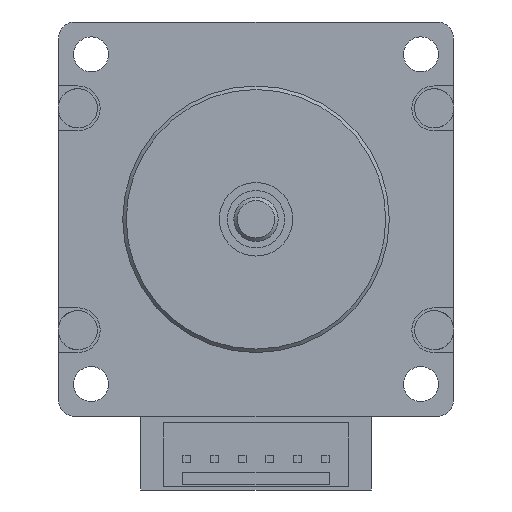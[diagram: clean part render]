
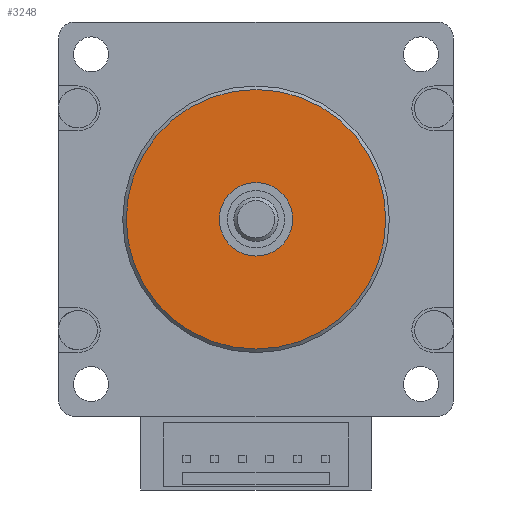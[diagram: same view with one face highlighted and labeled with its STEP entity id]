
A CAD part, left-side view. The second image highlights one B-rep face of the part: STEP entity #3248.
In plain terms, the highlighted planar face has unit normal (-1, 0, 0).
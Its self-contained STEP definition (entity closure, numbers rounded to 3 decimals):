
#41=FACE_BOUND('',#483,.T.);
#144=PLANE('',#3542);
#295=FACE_OUTER_BOUND('',#482,.T.);
#482=EDGE_LOOP('',(#2658));
#483=EDGE_LOOP('',(#2659,#2660));
#1233=CIRCLE('',#3529,5.25);
#1234=CIRCLE('',#3530,5.25);
#1239=CIRCLE('',#3538,18.55);
#1498=VERTEX_POINT('',#5201);
#1499=VERTEX_POINT('',#5202);
#1504=VERTEX_POINT('',#5218);
#1895=EDGE_CURVE('',#1498,#1499,#1233,.T.);
#1896=EDGE_CURVE('',#1499,#1498,#1234,.T.);
#1903=EDGE_CURVE('',#1504,#1504,#1239,.T.);
#2658=ORIENTED_EDGE('',*,*,#1903,.F.);
#2659=ORIENTED_EDGE('',*,*,#1895,.T.);
#2660=ORIENTED_EDGE('',*,*,#1896,.T.);
#3248=ADVANCED_FACE('',(#295,#41),#144,.T.);
#3529=AXIS2_PLACEMENT_3D('',#5203,#4284,#4285);
#3530=AXIS2_PLACEMENT_3D('',#5204,#4286,#4287);
#3538=AXIS2_PLACEMENT_3D('',#5219,#4304,#4305);
#3542=AXIS2_PLACEMENT_3D('',#5227,#4314,#4315);
#4284=DIRECTION('center_axis',(1.,0.,0.));
#4285=DIRECTION('ref_axis',(0.,-1.,0.));
#4286=DIRECTION('center_axis',(1.,0.,0.));
#4287=DIRECTION('ref_axis',(0.,-1.,0.));
#4304=DIRECTION('center_axis',(1.,0.,0.));
#4305=DIRECTION('ref_axis',(0.,1.,0.));
#4314=DIRECTION('center_axis',(-1.,0.,0.));
#4315=DIRECTION('ref_axis',(0.,-1.,0.));
#5201=CARTESIAN_POINT('',(-6.6,-5.25,0.));
#5202=CARTESIAN_POINT('',(-6.6,5.25,0.));
#5203=CARTESIAN_POINT('Origin',(-6.6,0.,0.));
#5204=CARTESIAN_POINT('Origin',(-6.6,0.,0.));
#5218=CARTESIAN_POINT('',(-6.6,-18.55,0.));
#5219=CARTESIAN_POINT('Origin',(-6.6,0.,0.));
#5227=CARTESIAN_POINT('Origin',(-6.6,0.,0.));
